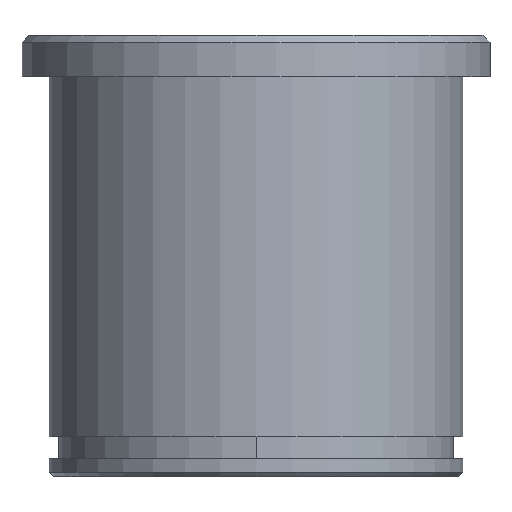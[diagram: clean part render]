
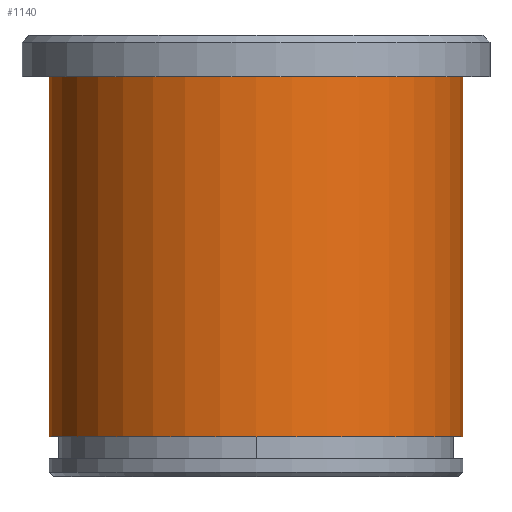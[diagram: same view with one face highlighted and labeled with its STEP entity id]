
A CAD part, front view. The second image highlights one B-rep face of the part: STEP entity #1140.
In plain terms, the highlighted cylindrical face has radius 15 mm (diameter 30 mm), a partial arc.
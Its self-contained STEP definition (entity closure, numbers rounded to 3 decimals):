
#60=CARTESIAN_POINT('',(61.,44.,19.));
#70=DIRECTION('',(0.,0.,1.));
#80=DIRECTION('',(1.,0.,0.));
#90=AXIS2_PLACEMENT_3D('',#60,#70,#80);
#100=CIRCLE('',#90,15.);
#110=CARTESIAN_POINT('',(76.,44.,19.));
#120=VERTEX_POINT('177687-1178694188-15c55b27c6-0 21367',#110);
#130=CARTESIAN_POINT('',(46.,44.,19.));
#140=VERTEX_POINT('',#130);
#170=EDGE_CURVE('177687-1178694188-15c55b27c6-0 21365',#140,#120,#100,
.T.);
#830=CARTESIAN_POINT('',(61.,44.,0.));
#840=DIRECTION('',(0.,0.,1.));
#850=DIRECTION('',(1.,0.,0.));
#860=AXIS2_PLACEMENT_3D('',#830,#840,#850);
#870=CYLINDRICAL_SURFACE('',#860,15.);
#880=CARTESIAN_POINT('',(46.,44.,0.));
#890=DIRECTION('',(0.,0.,1.));
#900=VECTOR('',#890,1.);
#910=LINE('',#880,#900);
#920=CARTESIAN_POINT('',(46.,44.,-7.1));
#930=VERTEX_POINT('',#920);
#940=EDGE_CURVE('',#930,#140,#910,.T.);
#950=ORIENTED_EDGE('',*,*,#940,.F.);
#960=ORIENTED_EDGE('',*,*,#170,.F.);
#970=CARTESIAN_POINT('',(76.,44.,0.));
#980=DIRECTION('',(0.,0.,1.));
#990=VECTOR('',#980,1.);
#1000=LINE('',#970,#990);
#1010=CARTESIAN_POINT('',(76.,44.,-7.1));
#1020=VERTEX_POINT('233582-1196152746-15c55b27c6-0 475010',#1010);
#1030=EDGE_CURVE('',#1020,#120,#1000,.T.);
#1040=ORIENTED_EDGE('',*,*,#1030,.T.);
#1050=CARTESIAN_POINT('',(61.,44.,-7.1));
#1060=DIRECTION('',(0.,0.,1.));
#1070=DIRECTION('',(1.,0.,0.));
#1080=AXIS2_PLACEMENT_3D('',#1050,#1060,#1070);
#1090=CIRCLE('',#1080,15.);
#1100=EDGE_CURVE('233582-1196152746-15c55b27c6-0 475011',#930,#1020,
#1090,.T.);
#1110=ORIENTED_EDGE('',*,*,#1100,.T.);
#1120=EDGE_LOOP('',(#1110,#1040,#960,#950));
#1130=FACE_OUTER_BOUND('',#1120,.T.);
#1140=ADVANCED_FACE('233582-1196152746-15c55b27c6-0 475449',(#1130),#870
,.T.);
